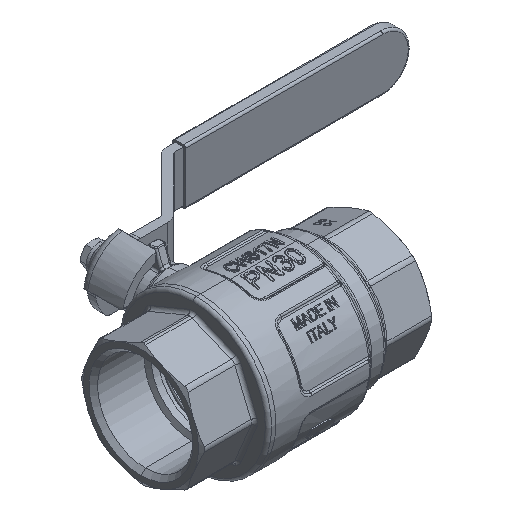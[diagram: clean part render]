
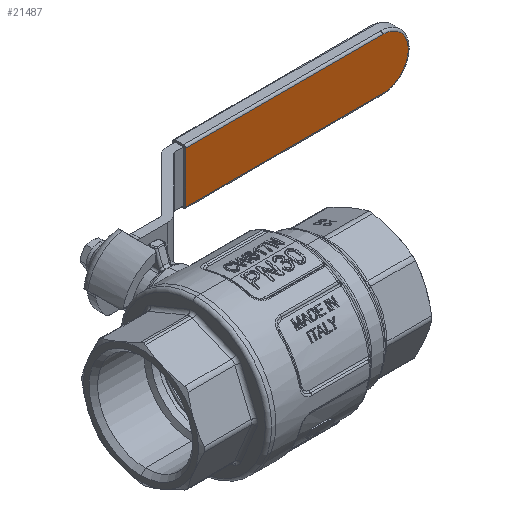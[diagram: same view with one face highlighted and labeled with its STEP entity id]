
A CAD part, isometric view. The second image highlights one B-rep face of the part: STEP entity #21487.
In plain terms, the highlighted planar face has unit normal (0, -1, 0).
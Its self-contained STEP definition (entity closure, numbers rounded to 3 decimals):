
#609 = FACE_OUTER_BOUND ( 'NONE', #35185, .T. ) ;
#772 = CARTESIAN_POINT ( 'NONE',  ( 154.539, 86.3, -7.932 ) ) ;
#937 = CARTESIAN_POINT ( 'NONE',  ( 157.481, 86.3, 0.774 ) ) ;
#1098 = CARTESIAN_POINT ( 'NONE',  ( 151.85, 86.3, 10.189 ) ) ;
#1719 = CARTESIAN_POINT ( 'NONE',  ( 121.498, 86.3, 12. ) ) ;
#2425 = CARTESIAN_POINT ( 'NONE',  ( 62.78, 86.3, -12. ) ) ;
#4062 = EDGE_CURVE ( 'NONE', #38625, #40139, #17389, .T. ) ;
#4374 = CARTESIAN_POINT ( 'NONE',  ( 147.072, 86.3, -11.922 ) ) ;
#4542 = CARTESIAN_POINT ( 'NONE',  ( 155.693, 86.3, -6.344 ) ) ;
#4702 = CARTESIAN_POINT ( 'NONE',  ( 157.346, 86.3, 1.952 ) ) ;
#4815 = ORIENTED_EDGE ( 'NONE', *, *, #14116, .T. ) ;
#4857 = CARTESIAN_POINT ( 'NONE',  ( 150.821, 86.3, 10.763 ) ) ;
#5488 = CARTESIAN_POINT ( 'NONE',  ( 75.686, 86.3, 12. ) ) ;
#6040 = CARTESIAN_POINT ( 'NONE',  ( 53.447, 86.3, -12. ) ) ;
#6197 = CARTESIAN_POINT ( 'NONE',  ( 84.113, 86.3, -12. ) ) ;
#7050 = DIRECTION ( 'NONE',  ( 0., 0., -1. ) ) ;
#7152 = VECTOR ( 'NONE', #7050, 1000. ) ;
#8136 = ORIENTED_EDGE ( 'NONE', *, *, #4062, .T. ) ;
#8158 = CARTESIAN_POINT ( 'NONE',  ( 148.603, 86.3, -11.599 ) ) ;
#8322 = CARTESIAN_POINT ( 'NONE',  ( 156.268, 86.3, -5.311 ) ) ;
#8491 = CARTESIAN_POINT ( 'NONE',  ( 156.891, 86.3, 3.855 ) ) ;
#8652 = CARTESIAN_POINT ( 'NONE',  ( 149.371, 86.3, 11.386 ) ) ;
#9391 = B_SPLINE_CURVE_WITH_KNOTS ( 'NONE', 3,
 ( #41406, #10157, #4374, #30402, #8158, #34163, #11940, #37856, #15716, #41569, #19424, #45254, #23169, #772, #26866, #4542, #30567, #8322, #34324, #12096, #38016, #15876, #41732, #19588, #45420, #23321, #937, #27025, #4702, #30736, #8491, #34475, #12263, #38184, #16039, #41883, #19756, #45591, #23487, #1098, #27185, #4857, #30898, #8652, #34636, #12419, #38344, #16192 ),
 .UNSPECIFIED., .F., .F.,
 ( 4, 2, 2, 2, 2, 2, 2, 2, 2, 2, 2, 2, 2, 2, 2, 2, 2, 2, 2, 2, 2, 2, 2, 4 ),
 ( 0., 0.002, 0.004, 0.005, 0.007, 0.008, 0.009, 0.012, 0.013, 0.014, 0.015, 0.016, 0.019, 0.02, 0.021, 0.023, 0.025, 0.026, 0.028, 0.03, 0.032, 0.033, 0.035, 0.038 ),
 .UNSPECIFIED. ) ;
#9979 = CARTESIAN_POINT ( 'NONE',  ( 111.687, 86.3, -12. ) ) ;
#10157 = CARTESIAN_POINT ( 'NONE',  ( 146.293, 86.3, -12. ) ) ;
#11940 = CARTESIAN_POINT ( 'NONE',  ( 149.731, 86.3, -11.236 ) ) ;
#12096 = CARTESIAN_POINT ( 'NONE',  ( 156.734, 86.3, -4.236 ) ) ;
#12123 = VERTEX_POINT ( 'NONE', #41204 ) ;
#12263 = CARTESIAN_POINT ( 'NONE',  ( 156.271, 86.3, 5.304 ) ) ;
#12419 = CARTESIAN_POINT ( 'NONE',  ( 147.086, 86.3, 11.921 ) ) ;
#12508 = ORIENTED_EDGE ( 'NONE', *, *, #27211, .T. ) ;
#13583 = CARTESIAN_POINT ( 'NONE',  ( 52.78, 86.3, -12. ) ) ;
#13747 = CARTESIAN_POINT ( 'NONE',  ( 145.5, 86.3, -12. ) ) ;
#14116 = EDGE_CURVE ( 'NONE', #12123, #38625, #9391, .T. ) ;
#14555 = CARTESIAN_POINT ( 'NONE',  ( 52.78, 86.3, 12. ) ) ;
#15716 = CARTESIAN_POINT ( 'NONE',  ( 151.51, 86.3, -10.415 ) ) ;
#15876 = CARTESIAN_POINT ( 'NONE',  ( 157.094, 86.3, -3.117 ) ) ;
#16039 = CARTESIAN_POINT ( 'NONE',  ( 155.698, 86.3, 6.335 ) ) ;
#16192 = CARTESIAN_POINT ( 'NONE',  ( 145.5, 86.3, 12. ) ) ;
#17389 = B_SPLINE_CURVE_WITH_KNOTS ( 'NONE', 3,
 ( #24101, #34606, #38798, #1719, #27782, #5488, #31522 ),
 .UNSPECIFIED., .F., .F.,
 ( 4, 3, 4 ),
 ( 0., 0.024, 0.093 ),
 .UNSPECIFIED. ) ;
#17841 = DIRECTION ( 'NONE',  ( 0., 1., 0. ) ) ;
#18706 = VERTEX_POINT ( 'NONE', #34338 ) ;
#18931 = B_SPLINE_CURVE_WITH_KNOTS ( 'NONE', 3,
 ( #13583, #6040, #43188, #21068, #46921, #24785, #2425, #28478, #6197, #32216, #9979, #35952, #13747 ),
 .UNSPECIFIED., .F., .F.,
 ( 4, 3, 3, 3, 4 ),
 ( 0., 0.002, 0.01, 0.042, 0.093 ),
 .UNSPECIFIED. ) ;
#19424 = CARTESIAN_POINT ( 'NONE',  ( 152.806, 86.3, -9.527 ) ) ;
#19588 = CARTESIAN_POINT ( 'NONE',  ( 157.422, 86.3, -1.57 ) ) ;
#19756 = CARTESIAN_POINT ( 'NONE',  ( 154.552, 86.3, 7.918 ) ) ;
#19776 = EDGE_CURVE ( 'NONE', #40139, #18706, #36787, .T. ) ;
#21068 = CARTESIAN_POINT ( 'NONE',  ( 54.78, 86.3, -12. ) ) ;
#21307 = ORIENTED_EDGE ( 'NONE', *, *, #19776, .T. ) ;
#21487 = ADVANCED_FACE ( 'NONE', ( #609 ), #36260, .F. ) ;
#23169 = CARTESIAN_POINT ( 'NONE',  ( 153.709, 86.3, -8.762 ) ) ;
#23321 = CARTESIAN_POINT ( 'NONE',  ( 157.5, 86.3, 0.382 ) ) ;
#23487 = CARTESIAN_POINT ( 'NONE',  ( 152.825, 86.3, 9.536 ) ) ;
#24101 = CARTESIAN_POINT ( 'NONE',  ( 145.5, 86.3, 12. ) ) ;
#24785 = CARTESIAN_POINT ( 'NONE',  ( 60.113, 86.3, -12. ) ) ;
#25619 = CARTESIAN_POINT ( 'NONE',  ( 52.78, 86.3, 0. ) ) ;
#26866 = CARTESIAN_POINT ( 'NONE',  ( 155.035, 86.3, -7.327 ) ) ;
#27025 = CARTESIAN_POINT ( 'NONE',  ( 157.404, 86.3, 1.56 ) ) ;
#27185 = CARTESIAN_POINT ( 'NONE',  ( 151.515, 86.3, 10.391 ) ) ;
#27211 = EDGE_CURVE ( 'NONE', #18706, #12123, #18931, .T. ) ;
#27782 = CARTESIAN_POINT ( 'NONE',  ( 98.592, 86.3, 12. ) ) ;
#28478 = CARTESIAN_POINT ( 'NONE',  ( 73.447, 86.3, -12. ) ) ;
#30402 = CARTESIAN_POINT ( 'NONE',  ( 148.222, 86.3, -11.694 ) ) ;
#30567 = CARTESIAN_POINT ( 'NONE',  ( 155.897, 86.3, -6.003 ) ) ;
#30736 = CARTESIAN_POINT ( 'NONE',  ( 157.117, 86.3, 3.106 ) ) ;
#30898 = CARTESIAN_POINT ( 'NONE',  ( 150.461, 86.3, 10.933 ) ) ;
#31522 = CARTESIAN_POINT ( 'NONE',  ( 52.78, 86.3, 12. ) ) ;
#32216 = CARTESIAN_POINT ( 'NONE',  ( 94.78, 86.3, -12. ) ) ;
#32389 = CARTESIAN_POINT ( 'NONE',  ( 145.5, 86.3, 0. ) ) ;
#34163 = CARTESIAN_POINT ( 'NONE',  ( 149.356, 86.3, -11.37 ) ) ;
#34324 = CARTESIAN_POINT ( 'NONE',  ( 156.435, 86.3, -4.957 ) ) ;
#34338 = CARTESIAN_POINT ( 'NONE',  ( 52.78, 86.3, -12. ) ) ;
#34475 = CARTESIAN_POINT ( 'NONE',  ( 156.441, 86.3, 4.944 ) ) ;
#34606 = CARTESIAN_POINT ( 'NONE',  ( 137.499, 86.3, 12. ) ) ;
#34636 = CARTESIAN_POINT ( 'NONE',  ( 148.623, 86.3, 11.613 ) ) ;
#35185 = EDGE_LOOP ( 'NONE', ( #21307, #12508, #4815, #8136 ) ) ;
#35952 = CARTESIAN_POINT ( 'NONE',  ( 128.593, 86.3, -12. ) ) ;
#36260 = PLANE ( 'NONE',  #37266 ) ;
#36787 = LINE ( 'NONE', #25619, #7152 ) ;
#37266 = AXIS2_PLACEMENT_3D ( 'NONE', #32389, #17841, #43666 ) ;
#37856 = CARTESIAN_POINT ( 'NONE',  ( 150.821, 86.3, -10.785 ) ) ;
#38016 = CARTESIAN_POINT ( 'NONE',  ( 156.866, 86.3, -3.867 ) ) ;
#38184 = CARTESIAN_POINT ( 'NONE',  ( 155.899, 86.3, 5.999 ) ) ;
#38344 = CARTESIAN_POINT ( 'NONE',  ( 146.293, 86.3, 12. ) ) ;
#38625 = VERTEX_POINT ( 'NONE', #43343 ) ;
#38798 = CARTESIAN_POINT ( 'NONE',  ( 129.499, 86.3, 12. ) ) ;
#40139 = VERTEX_POINT ( 'NONE', #14555 ) ;
#41204 = CARTESIAN_POINT ( 'NONE',  ( 145.5, 86.3, -12. ) ) ;
#41406 = CARTESIAN_POINT ( 'NONE',  ( 145.5, 86.3, -12. ) ) ;
#41569 = CARTESIAN_POINT ( 'NONE',  ( 152.488, 86.3, -9.762 ) ) ;
#41732 = CARTESIAN_POINT ( 'NONE',  ( 157.191, 86.3, -2.732 ) ) ;
#41883 = CARTESIAN_POINT ( 'NONE',  ( 155.047, 86.3, 7.311 ) ) ;
#43188 = CARTESIAN_POINT ( 'NONE',  ( 54.113, 86.3, -12. ) ) ;
#43343 = CARTESIAN_POINT ( 'NONE',  ( 145.5, 86.3, 12. ) ) ;
#43666 = DIRECTION ( 'NONE',  ( 0., 0., 1. ) ) ;
#45254 = CARTESIAN_POINT ( 'NONE',  ( 153.418, 86.3, -9.026 ) ) ;
#45420 = CARTESIAN_POINT ( 'NONE',  ( 157.499, 86.3, -0.792 ) ) ;
#45591 = CARTESIAN_POINT ( 'NONE',  ( 153.432, 86.3, 9.039 ) ) ;
#46921 = CARTESIAN_POINT ( 'NONE',  ( 57.447, 86.3, -12. ) ) ;
